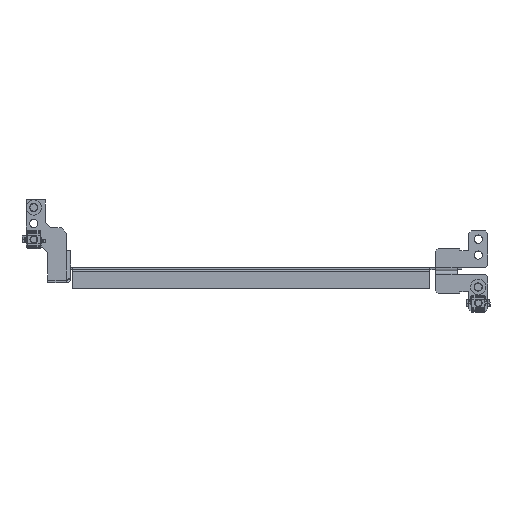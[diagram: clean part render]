
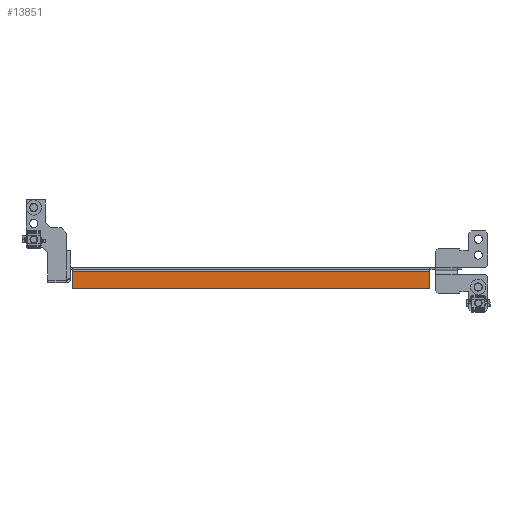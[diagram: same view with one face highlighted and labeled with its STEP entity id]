
A CAD part, left-side view. The second image highlights one B-rep face of the part: STEP entity #13851.
In plain terms, the highlighted planar face has unit normal (-1, 0, 0).
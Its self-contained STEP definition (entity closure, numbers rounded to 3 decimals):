
#126 = CARTESIAN_POINT ( 'NONE',  ( -357.5, -127.5, -2.5 ) ) ;
#805 = VECTOR ( 'NONE', #20009, 1000. ) ;
#955 = DIRECTION ( 'NONE',  ( 0., -1., 0. ) ) ;
#1715 = PLANE ( 'NONE',  #1836 ) ;
#1836 = AXIS2_PLACEMENT_3D ( 'NONE', #22233, #4258, #24542 ) ;
#2543 = EDGE_LOOP ( 'NONE', ( #28231, #11569, #2795, #2750 ) ) ;
#2656 = VECTOR ( 'NONE', #30731, 1000. ) ;
#2750 = ORIENTED_EDGE ( 'NONE', *, *, #12331, .T. ) ;
#2795 = ORIENTED_EDGE ( 'NONE', *, *, #20767, .T. ) ;
#2855 = VERTEX_POINT ( 'NONE', #22712 ) ;
#3338 = FACE_OUTER_BOUND ( 'NONE', #2543, .T. ) ;
#4258 = DIRECTION ( 'NONE',  ( 1., 0., 0. ) ) ;
#7606 = CARTESIAN_POINT ( 'NONE',  ( -357.5, -127.5, 0. ) ) ;
#8787 = VECTOR ( 'NONE', #955, 1000. ) ;
#9593 = LINE ( 'NONE', #31458, #8787 ) ;
#9793 = CARTESIAN_POINT ( 'NONE',  ( -357.5, -127.5, -16. ) ) ;
#10071 = DIRECTION ( 'NONE',  ( 0., 0., 1. ) ) ;
#10543 = CARTESIAN_POINT ( 'NONE',  ( -357.5, 152.5, 0. ) ) ;
#10840 = CARTESIAN_POINT ( 'NONE',  ( -357.5, -127.5, -2.5 ) ) ;
#11569 = ORIENTED_EDGE ( 'NONE', *, *, #18292, .T. ) ;
#12331 = EDGE_CURVE ( 'NONE', #19269, #27271, #15391, .T. ) ;
#13851 = ADVANCED_FACE ( 'NONE', ( #3338 ), #1715, .F. ) ;
#15391 = LINE ( 'NONE', #7606, #24478 ) ;
#18292 = EDGE_CURVE ( 'NONE', #2855, #32651, #20515, .T. ) ;
#19269 = VERTEX_POINT ( 'NONE', #9793 ) ;
#20009 = DIRECTION ( 'NONE',  ( 0., -1., 0. ) ) ;
#20515 = LINE ( 'NONE', #10543, #2656 ) ;
#20767 = EDGE_CURVE ( 'NONE', #32651, #19269, #9593, .T. ) ;
#21583 = EDGE_CURVE ( 'NONE', #2855, #27271, #31764, .T. ) ;
#21938 = CARTESIAN_POINT ( 'NONE',  ( -357.5, 152.5, -16. ) ) ;
#22233 = CARTESIAN_POINT ( 'NONE',  ( -357.5, 0., 0. ) ) ;
#22712 = CARTESIAN_POINT ( 'NONE',  ( -357.5, 152.5, -2.5 ) ) ;
#24478 = VECTOR ( 'NONE', #10071, 1000. ) ;
#24542 = DIRECTION ( 'NONE',  ( 0., 0., -1. ) ) ;
#27271 = VERTEX_POINT ( 'NONE', #10840 ) ;
#28231 = ORIENTED_EDGE ( 'NONE', *, *, #21583, .F. ) ;
#30731 = DIRECTION ( 'NONE',  ( 0., 0., -1. ) ) ;
#31458 = CARTESIAN_POINT ( 'NONE',  ( -357.5, 0., -16. ) ) ;
#31764 = LINE ( 'NONE', #126, #805 ) ;
#32651 = VERTEX_POINT ( 'NONE', #21938 ) ;
